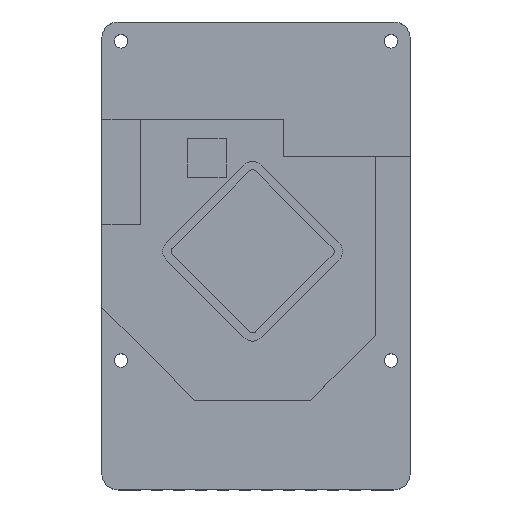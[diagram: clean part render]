
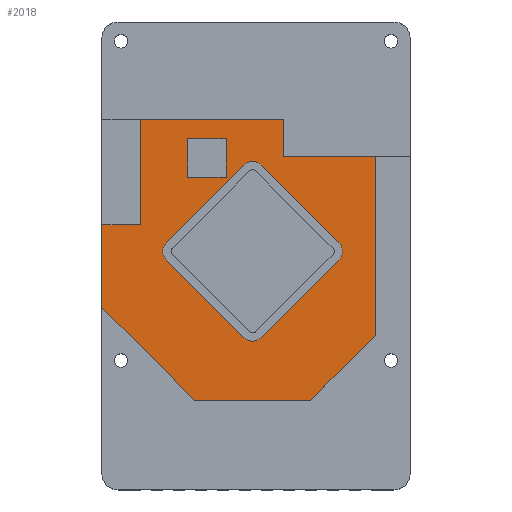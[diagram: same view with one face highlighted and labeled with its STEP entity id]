
A CAD part, top view. The second image highlights one B-rep face of the part: STEP entity #2018.
In plain terms, the highlighted planar face has unit normal (0, 0, 1).
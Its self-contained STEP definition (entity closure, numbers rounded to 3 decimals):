
#183=DIRECTION('',(-1.,0.,0.));
#184=VECTOR('',#183,21.114);
#185=CARTESIAN_POINT('',(362.318,267.289,-0.6));
#186=LINE('',#185,#184);
#187=DIRECTION('',(-0.707,0.707,0.));
#188=VECTOR('',#187,23.808);
#189=CARTESIAN_POINT('',(341.204,267.289,-0.6));
#190=LINE('',#189,#188);
#191=DIRECTION('',(1.,0.,0.));
#192=VECTOR('',#191,7.);
#193=CARTESIAN_POINT('',(324.37,299.189,-0.6));
#194=LINE('',#193,#192);
#195=DIRECTION('',(0.,1.,0.));
#196=VECTOR('',#195,19.1);
#197=CARTESIAN_POINT('',(331.37,299.189,-0.6));
#198=LINE('',#197,#196);
#199=DIRECTION('',(1.,0.,0.));
#200=VECTOR('',#199,26.);
#201=CARTESIAN_POINT('',(331.37,318.289,-0.6));
#202=LINE('',#201,#200);
#203=DIRECTION('',(0.,-1.,0.));
#204=VECTOR('',#203,6.8);
#205=CARTESIAN_POINT('',(357.37,318.289,-0.6));
#206=LINE('',#205,#204);
#207=DIRECTION('',(1.,0.,0.));
#208=VECTOR('',#207,16.7);
#209=CARTESIAN_POINT('',(357.37,311.489,-0.6));
#210=LINE('',#209,#208);
#211=DIRECTION('',(0.,-1.,0.));
#212=VECTOR('',#211,32.448);
#213=CARTESIAN_POINT('',(374.07,311.489,-0.6));
#214=LINE('',#213,#212);
#215=DIRECTION('',(-0.707,-0.707,0.));
#216=VECTOR('',#215,16.619);
#217=CARTESIAN_POINT('',(374.07,279.04,-0.6));
#218=LINE('',#217,#216);
#219=DIRECTION('',(-1.,0.,0.));
#220=VECTOR('',#219,7.);
#221=CARTESIAN_POINT('',(346.94,314.789,-0.6));
#222=LINE('',#221,#220);
#223=DIRECTION('',(0.,-1.,0.));
#224=VECTOR('',#223,7.);
#225=CARTESIAN_POINT('',(339.94,314.789,-0.6));
#226=LINE('',#225,#224);
#227=DIRECTION('',(1.,0.,0.));
#228=VECTOR('',#227,7.);
#229=CARTESIAN_POINT('',(339.94,307.789,-0.6));
#230=LINE('',#229,#228);
#231=DIRECTION('',(0.,1.,0.));
#232=VECTOR('',#231,7.);
#233=CARTESIAN_POINT('',(346.94,307.789,-0.6));
#234=LINE('',#233,#232);
#235=CARTESIAN_POINT('',(337.692,294.327,-0.6));
#236=DIRECTION('',(0.,0.,1.));
#237=DIRECTION('',(-0.707,0.707,0.));
#238=AXIS2_PLACEMENT_3D('',#235,#236,#237);
#240=CARTESIAN_POINT('',(337.692,294.327,-0.6));
#241=DIRECTION('',(0.,0.,1.));
#242=DIRECTION('',(-1.,0.,0.));
#243=AXIS2_PLACEMENT_3D('',#240,#241,#242);
#245=DIRECTION('',(0.707,-0.707,0.));
#246=VECTOR('',#245,19.896);
#247=CARTESIAN_POINT('',(336.101,292.736,-0.6));
#248=LINE('',#247,#246);
#249=CARTESIAN_POINT('',(351.761,280.258,-0.6));
#250=DIRECTION('',(0.,0.,1.));
#251=DIRECTION('',(-0.707,-0.707,0.));
#252=AXIS2_PLACEMENT_3D('',#249,#250,#251);
#254=DIRECTION('',(0.707,0.707,0.));
#255=VECTOR('',#254,19.896);
#256=CARTESIAN_POINT('',(353.352,278.667,-0.6));
#257=LINE('',#256,#255);
#258=CARTESIAN_POINT('',(365.83,294.327,-0.6));
#259=DIRECTION('',(0.,0.,1.));
#260=DIRECTION('',(0.707,-0.707,0.));
#261=AXIS2_PLACEMENT_3D('',#258,#259,#260);
#263=CARTESIAN_POINT('',(365.83,294.327,-0.6));
#264=DIRECTION('',(0.,0.,1.));
#265=DIRECTION('',(1.,0.,0.));
#266=AXIS2_PLACEMENT_3D('',#263,#264,#265);
#268=DIRECTION('',(-0.707,0.707,0.));
#269=VECTOR('',#268,19.896);
#270=CARTESIAN_POINT('',(367.421,295.918,-0.6));
#271=LINE('',#270,#269);
#272=CARTESIAN_POINT('',(351.761,308.396,-0.6));
#273=DIRECTION('',(0.,0.,1.));
#274=DIRECTION('',(0.707,0.707,0.));
#275=AXIS2_PLACEMENT_3D('',#272,#273,#274);
#277=DIRECTION('',(-0.707,-0.707,0.));
#278=VECTOR('',#277,19.896);
#279=CARTESIAN_POINT('',(350.17,309.987,-0.6));
#280=LINE('',#279,#278);
#357=DIRECTION('',(0.,-1.,0.));
#358=VECTOR('',#357,15.065);
#359=CARTESIAN_POINT('',(324.37,299.189,-0.6));
#360=LINE('',#359,#358);
#1321=CARTESIAN_POINT('',(336.101,292.736,-0.6));
#1322=VERTEX_POINT('',#1321);
#1323=CARTESIAN_POINT('',(335.442,294.327,-0.6));
#1324=VERTEX_POINT('',#1323);
#1325=CARTESIAN_POINT('',(336.101,295.918,-0.6));
#1326=VERTEX_POINT('',#1325);
#1327=CARTESIAN_POINT('',(350.17,278.667,-0.6));
#1328=VERTEX_POINT('',#1327);
#1329=CARTESIAN_POINT('',(353.352,278.667,-0.6));
#1330=VERTEX_POINT('',#1329);
#1331=CARTESIAN_POINT('',(367.421,292.736,-0.6));
#1332=VERTEX_POINT('',#1331);
#1333=CARTESIAN_POINT('',(367.421,295.918,-0.6));
#1334=VERTEX_POINT('',#1333);
#1335=CARTESIAN_POINT('',(368.08,294.327,-0.6));
#1336=VERTEX_POINT('',#1335);
#1337=CARTESIAN_POINT('',(353.352,309.987,-0.6));
#1338=VERTEX_POINT('',#1337);
#1339=CARTESIAN_POINT('',(350.17,309.987,-0.6));
#1340=VERTEX_POINT('',#1339);
#1341=CARTESIAN_POINT('',(362.318,267.289,-0.6));
#1342=CARTESIAN_POINT('',(341.204,267.289,-0.6));
#1343=VERTEX_POINT('',#1341);
#1344=VERTEX_POINT('',#1342);
#1345=CARTESIAN_POINT('',(324.37,284.123,-0.6));
#1346=VERTEX_POINT('',#1345);
#1347=CARTESIAN_POINT('',(324.37,299.189,-0.6));
#1348=VERTEX_POINT('',#1347);
#1349=CARTESIAN_POINT('',(331.37,299.189,-0.6));
#1350=VERTEX_POINT('',#1349);
#1351=CARTESIAN_POINT('',(331.37,318.289,-0.6));
#1352=VERTEX_POINT('',#1351);
#1353=CARTESIAN_POINT('',(357.37,318.289,-0.6));
#1354=VERTEX_POINT('',#1353);
#1355=CARTESIAN_POINT('',(357.37,311.489,-0.6));
#1356=VERTEX_POINT('',#1355);
#1357=CARTESIAN_POINT('',(374.07,311.489,-0.6));
#1358=VERTEX_POINT('',#1357);
#1359=CARTESIAN_POINT('',(374.07,279.04,-0.6));
#1360=VERTEX_POINT('',#1359);
#1361=CARTESIAN_POINT('',(346.94,314.789,-0.6));
#1362=CARTESIAN_POINT('',(339.94,314.789,-0.6));
#1363=VERTEX_POINT('',#1361);
#1364=VERTEX_POINT('',#1362);
#1365=CARTESIAN_POINT('',(339.94,307.789,-0.6));
#1366=VERTEX_POINT('',#1365);
#1367=CARTESIAN_POINT('',(346.94,307.789,-0.6));
#1368=VERTEX_POINT('',#1367);
#1969=CARTESIAN_POINT('',(0.,0.,-0.6));
#1970=DIRECTION('',(0.,0.,1.));
#1971=DIRECTION('',(1.,0.,0.));
#1972=AXIS2_PLACEMENT_3D('',#1969,#1970,#1971);
#1973=PLANE('',#1972);
#1975=ORIENTED_EDGE('',*,*,#1974,.T.);
#1977=ORIENTED_EDGE('',*,*,#1976,.T.);
#1979=ORIENTED_EDGE('',*,*,#1978,.F.);
#1981=ORIENTED_EDGE('',*,*,#1980,.T.);
#1983=ORIENTED_EDGE('',*,*,#1982,.T.);
#1985=ORIENTED_EDGE('',*,*,#1984,.T.);
#1987=ORIENTED_EDGE('',*,*,#1986,.T.);
#1989=ORIENTED_EDGE('',*,*,#1988,.T.);
#1991=ORIENTED_EDGE('',*,*,#1990,.T.);
#1993=ORIENTED_EDGE('',*,*,#1992,.T.);
#1994=EDGE_LOOP('',(#1975,#1977,#1979,#1981,#1983,#1985,#1987,#1989,#1991,
#1993));
#1995=FACE_OUTER_BOUND('',#1994,.F.);
#1997=ORIENTED_EDGE('',*,*,#1996,.T.);
#1999=ORIENTED_EDGE('',*,*,#1998,.T.);
#2001=ORIENTED_EDGE('',*,*,#2000,.T.);
#2003=ORIENTED_EDGE('',*,*,#2002,.T.);
#2004=EDGE_LOOP('',(#1997,#1999,#2001,#2003));
#2005=FACE_BOUND('',#2004,.F.);
#2006=ORIENTED_EDGE('',*,*,#1862,.T.);
#2007=ORIENTED_EDGE('',*,*,#1860,.T.);
#2008=ORIENTED_EDGE('',*,*,#1877,.T.);
#2009=ORIENTED_EDGE('',*,*,#1891,.T.);
#2010=ORIENTED_EDGE('',*,*,#1905,.T.);
#2011=ORIENTED_EDGE('',*,*,#1922,.T.);
#2012=ORIENTED_EDGE('',*,*,#1920,.T.);
#2013=ORIENTED_EDGE('',*,*,#1936,.T.);
#2014=ORIENTED_EDGE('',*,*,#1950,.T.);
#2015=ORIENTED_EDGE('',*,*,#1963,.T.);
#2016=EDGE_LOOP('',(#2006,#2007,#2008,#2009,#2010,#2011,#2012,#2013,#2014,
#2015));
#2017=FACE_BOUND('',#2016,.F.);
#239=CIRCLE('',#238,2.25);
#244=CIRCLE('',#243,2.25);
#253=CIRCLE('',#252,2.25);
#262=CIRCLE('',#261,2.25);
#267=CIRCLE('',#266,2.25);
#276=CIRCLE('',#275,2.25);
#1860=EDGE_CURVE('',#1324,#1322,#244,.T.);
#1862=EDGE_CURVE('',#1326,#1324,#239,.T.);
#1877=EDGE_CURVE('',#1322,#1328,#248,.T.);
#1891=EDGE_CURVE('',#1328,#1330,#253,.T.);
#1905=EDGE_CURVE('',#1330,#1332,#257,.T.);
#1920=EDGE_CURVE('',#1336,#1334,#267,.T.);
#1922=EDGE_CURVE('',#1332,#1336,#262,.T.);
#1936=EDGE_CURVE('',#1334,#1338,#271,.T.);
#1950=EDGE_CURVE('',#1338,#1340,#276,.T.);
#1963=EDGE_CURVE('',#1340,#1326,#280,.T.);
#1974=EDGE_CURVE('',#1343,#1344,#186,.T.);
#1976=EDGE_CURVE('',#1344,#1346,#190,.T.);
#1978=EDGE_CURVE('',#1348,#1346,#360,.T.);
#1980=EDGE_CURVE('',#1348,#1350,#194,.T.);
#1982=EDGE_CURVE('',#1350,#1352,#198,.T.);
#1984=EDGE_CURVE('',#1352,#1354,#202,.T.);
#1986=EDGE_CURVE('',#1354,#1356,#206,.T.);
#1988=EDGE_CURVE('',#1356,#1358,#210,.T.);
#1990=EDGE_CURVE('',#1358,#1360,#214,.T.);
#1992=EDGE_CURVE('',#1360,#1343,#218,.T.);
#1996=EDGE_CURVE('',#1363,#1364,#222,.T.);
#1998=EDGE_CURVE('',#1364,#1366,#226,.T.);
#2000=EDGE_CURVE('',#1366,#1368,#230,.T.);
#2002=EDGE_CURVE('',#1368,#1363,#234,.T.);
#2018=ADVANCED_FACE('',(#1995,#2005,#2017),#1973,.T.);
